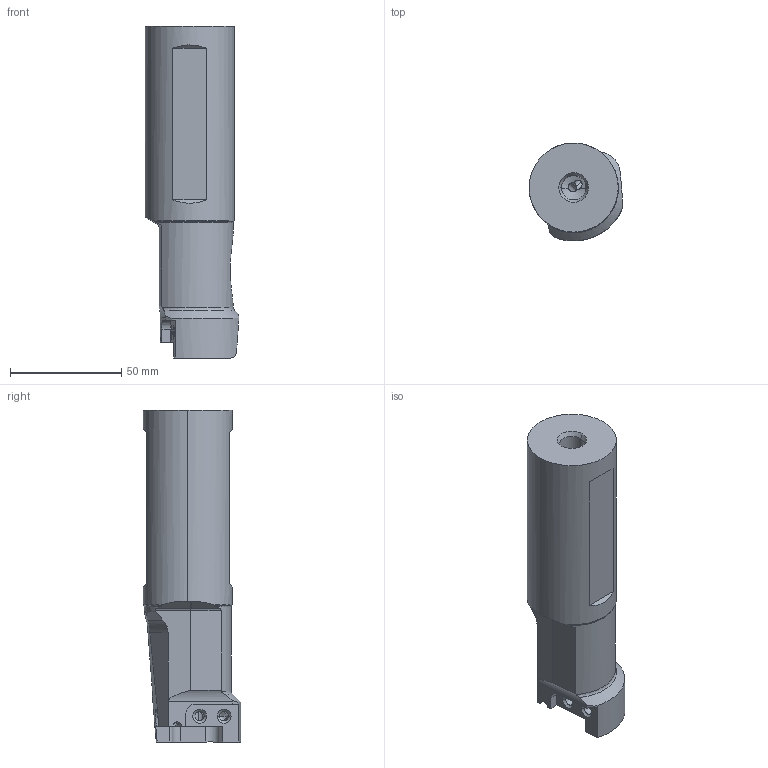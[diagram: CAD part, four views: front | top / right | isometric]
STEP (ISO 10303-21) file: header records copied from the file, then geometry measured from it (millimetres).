
FILE_DESCRIPTION(/* description */ (''),/* implementation_level */ '2;1');
FILE_NAME(/* name */ 'GYDR40M90D_M25L.stp',/* time_stamp */ '2017-01-13T13:05:49+09:00',/* author */ (''),/* organization */ (''),/* preprocessor_version */ 'ST-DEVELOPER v16',/* originating_system */ 'SIEMENS PLM Software NX 10.0',/* authorisation */ '');
FILE_SCHEMA (('AUTOMOTIVE_DESIGN { 1 0 10303 214 3 1 1 1 }'));
Length unit declared in the file: millimetre
Products named in the file (1): GYDR40M90D_M25L
Bounding box: 42.09 x 43.75 x 149 mm (x, y, z)
Volume: 150450.8 mm3; surface area: 26502.6 mm2
Topology: 1 solids, 1 shells, 108 faces, 301 edges, 189 vertices
Faces by surface type: cylinder 42, plane 34, cone 27, torus 3, sphere 1, bspline 1
Entity records: 4323 total; most frequent: CARTESIAN_POINT 1570, ORIENTED_EDGE 584, DIRECTION 555, EDGE_CURVE 292, AXIS2_PLACEMENT_3D 211, VERTEX_POINT 189, LINE 133, VECTOR 133
